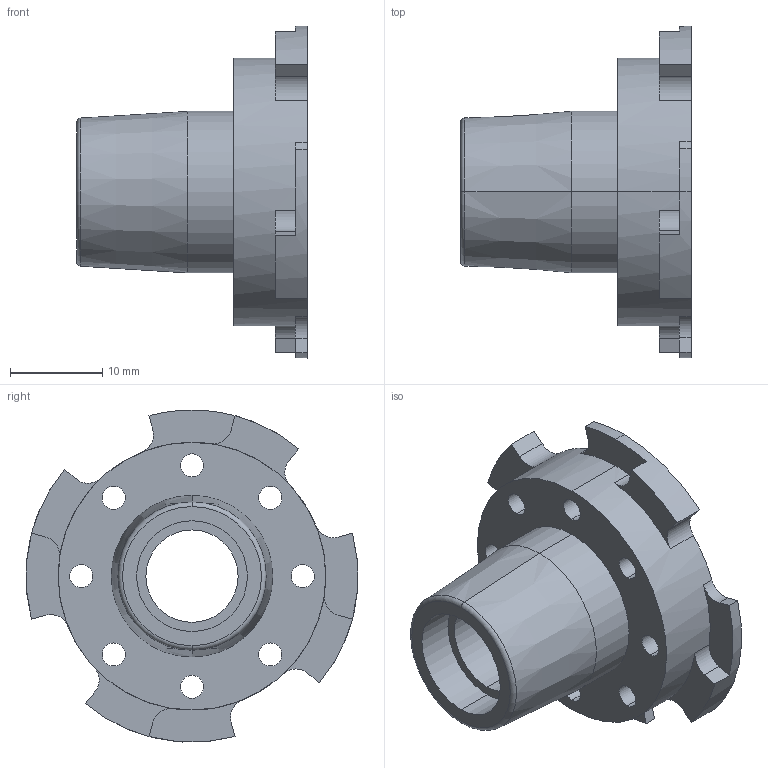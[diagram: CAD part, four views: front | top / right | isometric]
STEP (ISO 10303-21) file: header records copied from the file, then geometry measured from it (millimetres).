
FILE_DESCRIPTION (( 'STEP AP203' ), '1' );
FILE_NAME ('Moyeu AV Proto 205 - Baton centre-2-2.STEP', '2020-06-14T18:48:45', ( '' ), ( '' ), 'SwSTEP 2.0', 'SolidWorks 2020', '' );
FILE_SCHEMA (( 'CONFIG_CONTROL_DESIGN' ));
Length unit declared in the file: millimetre
Products named in the file (1): Moyeu AV Proto 205 - Baton centre-2-2
Bounding box: 25 x 35.94 x 35.97 mm (x, y, z)
Volume: 7046.1 mm3; surface area: 4558.9 mm2
Topology: 1 solids, 1 shells, 78 faces, 212 edges, 140 vertices
Faces by surface type: cylinder 46, plane 26, cone 4, torus 2
Entity records: 2635 total; most frequent: DIRECTION 488, CARTESIAN_POINT 431, ORIENTED_EDGE 424, EDGE_CURVE 212, AXIS2_PLACEMENT_3D 197, VERTEX_POINT 140, CIRCLE 118, EDGE_LOOP 100
